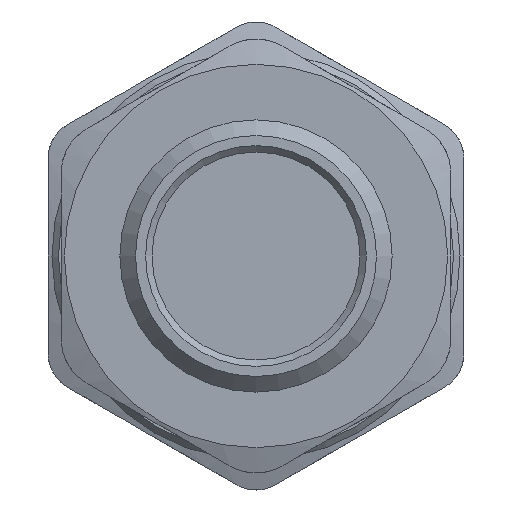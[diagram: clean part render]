
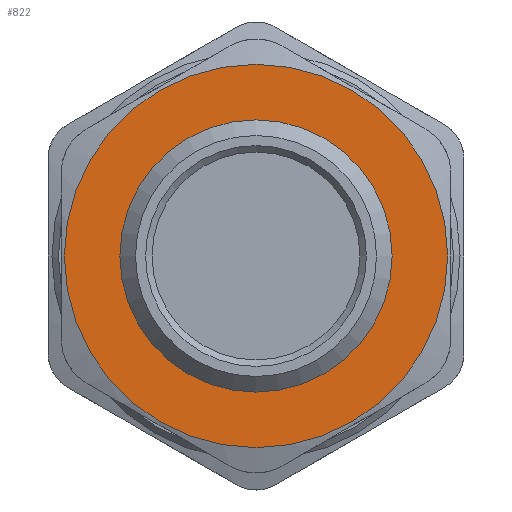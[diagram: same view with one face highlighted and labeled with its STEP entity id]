
A CAD part, front view. The second image highlights one B-rep face of the part: STEP entity #822.
In plain terms, the highlighted planar face has unit normal (0, -1, 0).
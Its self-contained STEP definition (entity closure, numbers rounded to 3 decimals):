
#175=FACE_BOUND('',#317,.T.);
#266=FACE_OUTER_BOUND('',#316,.T.);
#316=EDGE_LOOP('',(#756));
#317=EDGE_LOOP('',(#757));
#333=CIRCLE('',#887,14.75);
#340=CIRCLE('',#913,9.278);
#397=VERTEX_POINT('',#1483);
#415=VERTEX_POINT('',#1624);
#493=EDGE_CURVE('',#397,#397,#333,.T.);
#528=EDGE_CURVE('',#415,#415,#340,.T.);
#756=ORIENTED_EDGE('',*,*,#493,.F.);
#757=ORIENTED_EDGE('',*,*,#528,.T.);
#776=PLANE('',#914);
#822=ADVANCED_FACE('',(#266,#175),#776,.T.);
#887=AXIS2_PLACEMENT_3D('',#1485,#1022,#1023);
#913=AXIS2_PLACEMENT_3D('',#1625,#1089,#1090);
#914=AXIS2_PLACEMENT_3D('',#1627,#1092,#1093);
#1022=DIRECTION('center_axis',(0.,1.,0.));
#1023=DIRECTION('ref_axis',(1.,0.,0.));
#1089=DIRECTION('center_axis',(0.,1.,0.));
#1090=DIRECTION('ref_axis',(1.,0.,0.));
#1092=DIRECTION('center_axis',(0.,-1.,0.));
#1093=DIRECTION('ref_axis',(0.,0.,-1.));
#1483=CARTESIAN_POINT('',(-4.816,1.278,0.));
#1485=CARTESIAN_POINT('Origin',(-19.566,1.278,0.));
#1624=CARTESIAN_POINT('',(-10.288,1.278,0.));
#1625=CARTESIAN_POINT('Origin',(-19.566,1.278,0.));
#1627=CARTESIAN_POINT('Origin',(-34.316,1.278,0.));
